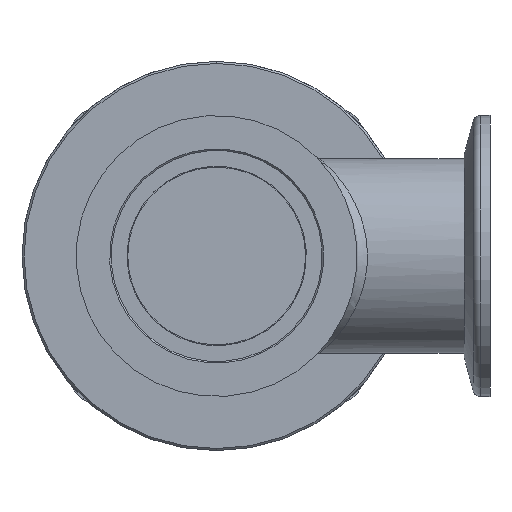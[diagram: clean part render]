
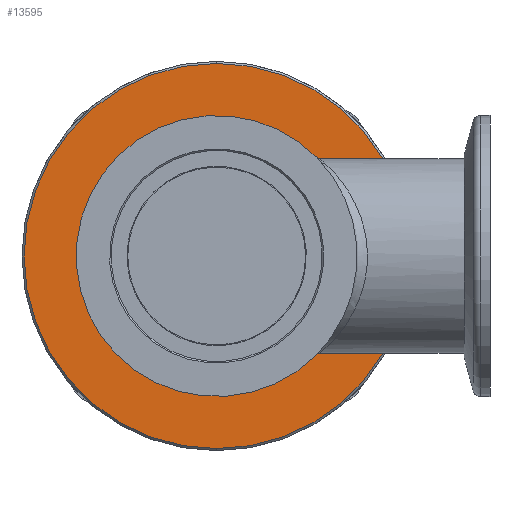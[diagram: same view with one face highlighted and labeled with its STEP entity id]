
A CAD part, front view. The second image highlights one B-rep face of the part: STEP entity #13595.
In plain terms, the highlighted planar face has unit normal (0, -1, 0).
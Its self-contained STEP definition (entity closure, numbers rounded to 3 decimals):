
#204 = EDGE_CURVE ( 'NONE', #4657, #4655, #13431, .T. ) ;
#294 = EDGE_CURVE ( 'NONE', #4655, #4657, #5730, .T. ) ;
#1363 = CARTESIAN_POINT ( 'NONE',  ( 0., 92.2, -27. ) ) ;
#1386 = CARTESIAN_POINT ( 'NONE',  ( 0., 92.2, 27. ) ) ;
#1463 = CARTESIAN_POINT ( 'NONE',  ( 0., 92.2, 37.7 ) ) ;
#1465 = CARTESIAN_POINT ( 'NONE',  ( 0., 92.2, -37.7 ) ) ;
#2853 = CARTESIAN_POINT ( 'NONE',  ( 0., 92.2, 0. ) ) ;
#2854 = DIRECTION ( 'NONE',  ( 0., 1., 0. ) ) ;
#2855 = DIRECTION ( 'NONE',  ( 0., 0., 1. ) ) ;
#3455 = CARTESIAN_POINT ( 'NONE',  ( 0., 92.2, 0. ) ) ;
#3456 = DIRECTION ( 'NONE',  ( 0., 1., 0. ) ) ;
#3457 = DIRECTION ( 'NONE',  ( 0., 0., 1. ) ) ;
#4519 = VERTEX_POINT ( 'NONE', #1363 ) ;
#4542 = VERTEX_POINT ( 'NONE', #1386 ) ;
#4655 = VERTEX_POINT ( 'NONE', #1463 ) ;
#4657 = VERTEX_POINT ( 'NONE', #1465 ) ;
#5403 = FACE_OUTER_BOUND ( 'NONE', #11911, .T. ) ;
#5406 = DIRECTION ( 'NONE',  ( 0., 1., 0. ) ) ;
#5408 = CARTESIAN_POINT ( 'NONE',  ( 0., 92.2, 0. ) ) ;
#5409 = FACE_BOUND ( 'NONE', #11921, .T. ) ;
#5411 = PLANE ( 'NONE',  #13288 ) ;
#5413 = DIRECTION ( 'NONE',  ( 0., 0., 1. ) ) ;
#5730 = CIRCLE ( 'NONE', #5743, 37.7 ) ;
#5743 = AXIS2_PLACEMENT_3D ( 'NONE', #10342, #10343, #10344 ) ;
#9663 = CARTESIAN_POINT ( 'NONE',  ( 0., 92.2, 0. ) ) ;
#9664 = DIRECTION ( 'NONE',  ( 0., -1., 0. ) ) ;
#9665 = DIRECTION ( 'NONE',  ( 0., 0., -1. ) ) ;
#10342 = CARTESIAN_POINT ( 'NONE',  ( 0., 92.2, 0. ) ) ;
#10343 = DIRECTION ( 'NONE',  ( 0., -1., 0. ) ) ;
#10344 = DIRECTION ( 'NONE',  ( 0., 0., -1. ) ) ;
#11369 = ORIENTED_EDGE ( 'NONE', *, *, #204, .T. ) ;
#11422 = ORIENTED_EDGE ( 'NONE', *, *, #13583, .T. ) ;
#11423 = ORIENTED_EDGE ( 'NONE', *, *, #13358, .T. ) ;
#11424 = ORIENTED_EDGE ( 'NONE', *, *, #294, .T. ) ;
#11911 = EDGE_LOOP ( 'NONE', ( #11424, #11369 ) ) ;
#11921 = EDGE_LOOP ( 'NONE', ( #11422, #11423 ) ) ;
#13259 = CIRCLE ( 'NONE', #13262, 27. ) ;
#13262 = AXIS2_PLACEMENT_3D ( 'NONE', #3455, #3456, #3457 ) ;
#13288 = AXIS2_PLACEMENT_3D ( 'NONE', #5408, #5406, #5413 ) ;
#13358 = EDGE_CURVE ( 'NONE', #4519, #4542, #14208, .T. ) ;
#13405 = AXIS2_PLACEMENT_3D ( 'NONE', #9663, #9664, #9665 ) ;
#13431 = CIRCLE ( 'NONE', #13405, 37.7 ) ;
#13583 = EDGE_CURVE ( 'NONE', #4542, #4519, #13259, .T. ) ;
#13595 = ADVANCED_FACE ( 'NONE', ( #5409, #5403 ), #5411, .F. ) ;
#14208 = CIRCLE ( 'NONE', #14218, 27. ) ;
#14218 = AXIS2_PLACEMENT_3D ( 'NONE', #2853, #2854, #2855 ) ;
